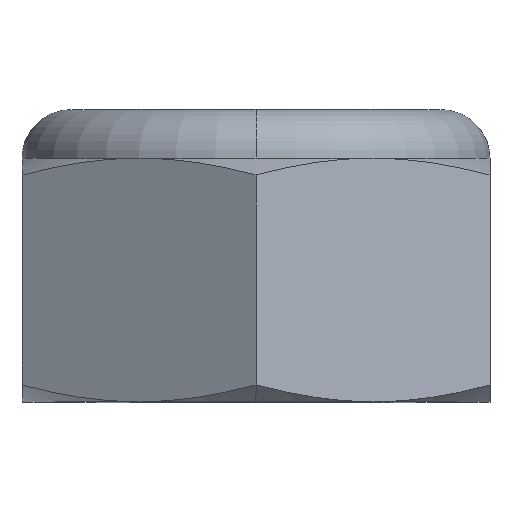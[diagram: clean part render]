
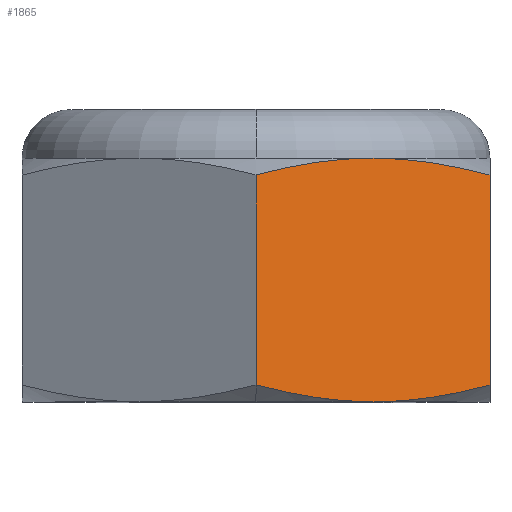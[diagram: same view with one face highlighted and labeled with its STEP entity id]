
A CAD part, top view. The second image highlights one B-rep face of the part: STEP entity #1865.
In plain terms, the highlighted planar face has unit normal (0.5, 0, 0.866).
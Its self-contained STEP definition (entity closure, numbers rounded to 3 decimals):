
#4 = CARTESIAN_POINT ( 'NONE',  ( 4., 0.289, 2.309 ) ) ;
#27 = EDGE_LOOP ( 'NONE', ( #2603, #698, #634, #406, #1594, #2310 ) ) ;
#33 = PLANE ( 'NONE',  #2439 ) ;
#129 = CARTESIAN_POINT ( 'NONE',  ( 2., 0., 3.464 ) ) ;
#216 = CARTESIAN_POINT ( 'NONE',  ( 0., 5., 4.619 ) ) ;
#242 = DIRECTION ( 'NONE',  ( -0.866, 0., 0.5 ) ) ;
#265 = CARTESIAN_POINT ( 'NONE',  ( 2., 0., 3.464 ) ) ;
#406 = ORIENTED_EDGE ( 'NONE', *, *, #1800, .T. ) ;
#431 = CARTESIAN_POINT ( 'NONE',  ( 1.667, 4.167, 3.656 ) ) ;
#442 = CARTESIAN_POINT ( 'NONE',  ( 4., 3.878, 2.309 ) ) ;
#550 = B_SPLINE_CURVE_WITH_KNOTS ( 'NONE', 3,
 ( #1698, #431, #2346, #1082, #2552, #1291 ),
 .UNSPECIFIED., .F., .F.,
 ( 4, 2, 4 ),
 ( 0.002, 0.003, 0.005 ),
 .UNSPECIFIED. ) ;
#616 = CARTESIAN_POINT ( 'NONE',  ( 4., 5., 2.309 ) ) ;
#630 = B_SPLINE_CURVE_WITH_KNOTS ( 'NONE', 3,
 ( #2100, #857, #1065, #2540, #1277, #4 ),
 .UNSPECIFIED., .F., .F.,
 ( 4, 2, 4 ),
 ( 0.002, 0.003, 0.005 ),
 .UNSPECIFIED. ) ;
#634 = ORIENTED_EDGE ( 'NONE', *, *, #2542, .T. ) ;
#686 = CARTESIAN_POINT ( 'NONE',  ( 1.328, 0., 3.852 ) ) ;
#698 = ORIENTED_EDGE ( 'NONE', *, *, #2647, .T. ) ;
#760 = VECTOR ( 'NONE', #1692, 1000. ) ;
#775 = VERTEX_POINT ( 'NONE', #2016 ) ;
#857 = CARTESIAN_POINT ( 'NONE',  ( 2.333, 0., 3.272 ) ) ;
#875 = VERTEX_POINT ( 'NONE', #2660 ) ;
#990 = LINE ( 'NONE', #616, #2167 ) ;
#1058 = B_SPLINE_CURVE_WITH_KNOTS ( 'NONE', 3,
 ( #2363, #1096, #2571, #1304 ),
 .UNSPECIFIED., .F., .F.,
 ( 4, 4 ),
 ( 0., 0.002 ),
 .UNSPECIFIED. ) ;
#1063 = EDGE_CURVE ( 'NONE', #2302, #1536, #1775, .T. ) ;
#1065 = CARTESIAN_POINT ( 'NONE',  ( 2.668, 0.026, 3.078 ) ) ;
#1082 = CARTESIAN_POINT ( 'NONE',  ( 0.661, 4.04, 4.237 ) ) ;
#1090 = CARTESIAN_POINT ( 'NONE',  ( 0., 5., 4.619 ) ) ;
#1096 = CARTESIAN_POINT ( 'NONE',  ( 3.338, 4.056, 2.692 ) ) ;
#1150 = VERTEX_POINT ( 'NONE', #2176 ) ;
#1277 = CARTESIAN_POINT ( 'NONE',  ( 3.671, 0.2, 2.5 ) ) ;
#1291 = CARTESIAN_POINT ( 'NONE',  ( 0., 3.878, 4.619 ) ) ;
#1304 = CARTESIAN_POINT ( 'NONE',  ( 2., 4.167, 3.464 ) ) ;
#1321 = CARTESIAN_POINT ( 'NONE',  ( 0.662, 0.11, 4.237 ) ) ;
#1435 = CARTESIAN_POINT ( 'NONE',  ( 0., 0.289, 4.619 ) ) ;
#1525 = CARTESIAN_POINT ( 'NONE',  ( 0., 0.289, 4.619 ) ) ;
#1536 = VERTEX_POINT ( 'NONE', #129 ) ;
#1594 = ORIENTED_EDGE ( 'NONE', *, *, #1063, .T. ) ;
#1676 = DIRECTION ( 'NONE',  ( 0., -1., 0. ) ) ;
#1692 = DIRECTION ( 'NONE',  ( 0., -1., 0. ) ) ;
#1698 = CARTESIAN_POINT ( 'NONE',  ( 2., 4.167, 3.464 ) ) ;
#1711 = DIRECTION ( 'NONE',  ( -0.5, 0., -0.866 ) ) ;
#1753 = EDGE_CURVE ( 'NONE', #1536, #875, #630, .T. ) ;
#1775 = B_SPLINE_CURVE_WITH_KNOTS ( 'NONE', 3,
 ( #1525, #1321, #686, #265 ),
 .UNSPECIFIED., .F., .F.,
 ( 4, 4 ),
 ( 0., 0.002 ),
 .UNSPECIFIED. ) ;
#1800 = EDGE_CURVE ( 'NONE', #775, #2302, #2520, .T. ) ;
#1865 = ADVANCED_FACE ( 'NONE', ( #2377 ), #33, .F. ) ;
#2016 = CARTESIAN_POINT ( 'NONE',  ( 0., 3.878, 4.619 ) ) ;
#2087 = EDGE_CURVE ( 'NONE', #2197, #875, #990, .T. ) ;
#2100 = CARTESIAN_POINT ( 'NONE',  ( 2., 0., 3.464 ) ) ;
#2167 = VECTOR ( 'NONE', #1676, 1000. ) ;
#2176 = CARTESIAN_POINT ( 'NONE',  ( 2., 4.167, 3.464 ) ) ;
#2197 = VERTEX_POINT ( 'NONE', #442 ) ;
#2302 = VERTEX_POINT ( 'NONE', #1435 ) ;
#2310 = ORIENTED_EDGE ( 'NONE', *, *, #1753, .T. ) ;
#2346 = CARTESIAN_POINT ( 'NONE',  ( 1.332, 4.14, 3.85 ) ) ;
#2363 = CARTESIAN_POINT ( 'NONE',  ( 4., 3.878, 2.309 ) ) ;
#2377 = FACE_OUTER_BOUND ( 'NONE', #27, .T. ) ;
#2439 = AXIS2_PLACEMENT_3D ( 'NONE', #1090, #1711, #242 ) ;
#2520 = LINE ( 'NONE', #216, #760 ) ;
#2540 = CARTESIAN_POINT ( 'NONE',  ( 3.339, 0.127, 2.691 ) ) ;
#2542 = EDGE_CURVE ( 'NONE', #1150, #775, #550, .T. ) ;
#2552 = CARTESIAN_POINT ( 'NONE',  ( 0.329, 3.967, 4.429 ) ) ;
#2571 = CARTESIAN_POINT ( 'NONE',  ( 2.672, 4.167, 3.076 ) ) ;
#2603 = ORIENTED_EDGE ( 'NONE', *, *, #2087, .F. ) ;
#2647 = EDGE_CURVE ( 'NONE', #2197, #1150, #1058, .T. ) ;
#2660 = CARTESIAN_POINT ( 'NONE',  ( 4., 0.289, 2.309 ) ) ;
